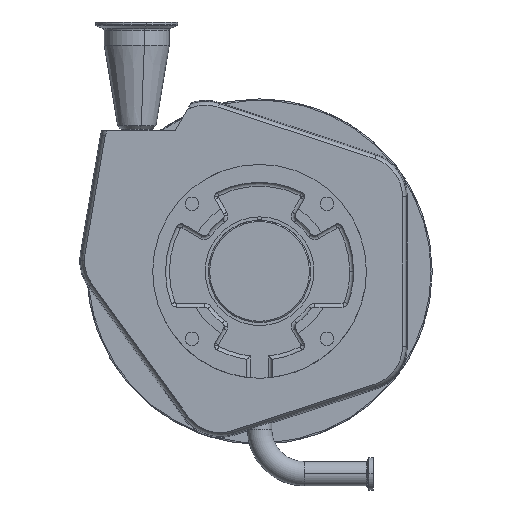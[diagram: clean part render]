
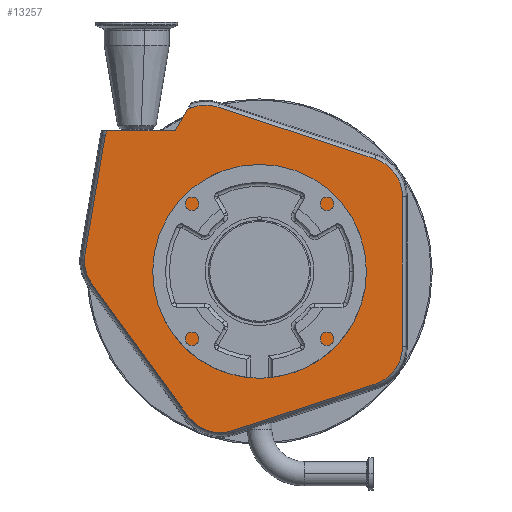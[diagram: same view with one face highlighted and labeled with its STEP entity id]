
A CAD part, top view. The second image highlights one B-rep face of the part: STEP entity #13257.
In plain terms, the highlighted planar face has unit normal (0, 0, 1).
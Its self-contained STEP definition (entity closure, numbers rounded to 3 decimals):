
#185 = AXIS2_PLACEMENT_3D ( 'NONE', #11439, #6569, #836 ) ;
#321 = CARTESIAN_POINT ( 'NONE',  ( -55.966, -112.948, -141.5 ) ) ;
#378 = CARTESIAN_POINT ( 'NONE',  ( 111.666, -58.485, -141.5 ) ) ;
#516 = EDGE_CURVE ( 'NONE', #2631, #12642, #1148, .T. ) ;
#749 = DIRECTION ( 'NONE',  ( -0.951, -0.309, 0. ) ) ;
#836 = DIRECTION ( 'NONE',  ( 1., 0., 0. ) ) ;
#871 = CARTESIAN_POINT ( 'NONE',  ( 0., 110., -141.5 ) ) ;
#875 = CARTESIAN_POINT ( 'NONE',  ( -118.603, 110., -141.5 ) ) ;
#1148 = LINE ( 'NONE', #10479, #10911 ) ;
#1200 = CARTESIAN_POINT ( 'NONE',  ( -130.877, -9.817, -141.5 ) ) ;
#1289 = DIRECTION ( 'NONE',  ( 0., 0., 1. ) ) ;
#1344 = ORIENTED_EDGE ( 'NONE', *, *, #4518, .F. ) ;
#1753 = VERTEX_POINT ( 'NONE', #4502 ) ;
#1941 = CIRCLE ( 'NONE', #12004, 55. ) ;
#2133 = CARTESIAN_POINT ( 'NONE',  ( 90.246, 88.09, -141.5 ) ) ;
#2211 = FACE_OUTER_BOUND ( 'NONE', #5232, .T. ) ;
#2241 = EDGE_CURVE ( 'NONE', #10930, #6990, #10946, .T. ) ;
#2394 = CIRCLE ( 'NONE', #6979, 31.169 ) ;
#2495 = EDGE_CURVE ( 'NONE', #4311, #9521, #3750, .T. ) ;
#2504 = DIRECTION ( 'NONE',  ( 0., 0., -1. ) ) ;
#2506 = CARTESIAN_POINT ( 'NONE',  ( -42.176, 98.881, -141.5 ) ) ;
#2631 = VERTEX_POINT ( 'NONE', #321 ) ;
#2767 = LINE ( 'NONE', #7156, #13713 ) ;
#2833 = ORIENTED_EDGE ( 'NONE', *, *, #6383, .T. ) ;
#2921 = VERTEX_POINT ( 'NONE', #2133 ) ;
#2968 = EDGE_CURVE ( 'NONE', #9203, #14761, #7176, .T. ) ;
#3328 = DIRECTION ( 'NONE',  ( -0.588, 0.809, 0. ) ) ;
#3619 = CARTESIAN_POINT ( 'NONE',  ( -136.384, 13.741, -141.5 ) ) ;
#3750 = CIRCLE ( 'NONE', #8789, 7.141 ) ;
#3756 = VECTOR ( 'NONE', #12143, 1000. ) ;
#3775 = DIRECTION ( 'NONE',  ( 1., 0., 0. ) ) ;
#3784 = CIRCLE ( 'NONE', #10759, 31.169 ) ;
#4311 = VERTEX_POINT ( 'NONE', #4973 ) ;
#4472 = EDGE_LOOP ( 'NONE', ( #12827, #5325 ) ) ;
#4502 = CARTESIAN_POINT ( 'NONE',  ( -56.311, 126.782, -141.5 ) ) ;
#4506 = ORIENTED_EDGE ( 'NONE', *, *, #2495, .F. ) ;
#4518 = EDGE_CURVE ( 'NONE', #14761, #10472, #14362, .T. ) ;
#4524 = CARTESIAN_POINT ( 'NONE',  ( 0., 0., -141.5 ) ) ;
#4670 = DIRECTION ( 'NONE',  ( 0., 0., 1. ) ) ;
#4797 = CARTESIAN_POINT ( 'NONE',  ( 111.666, 58.485, -141.5 ) ) ;
#4973 = CARTESIAN_POINT ( 'NONE',  ( -120.629, 106.114, -141.5 ) ) ;
#5232 = EDGE_LOOP ( 'NONE', ( #13823, #7671, #2833, #4506, #6191, #10219, #12326, #9916, #8278, #1344, #11302, #9890, #7415, #6815, #8033 ) ) ;
#5284 = CARTESIAN_POINT ( 'NONE',  ( -105.659, 8.501, -141.5 ) ) ;
#5301 = DIRECTION ( 'NONE',  ( 0., 0., -1. ) ) ;
#5325 = ORIENTED_EDGE ( 'NONE', *, *, #2241, .F. ) ;
#5382 = CARTESIAN_POINT ( 'NONE',  ( -113.59, 104.914, -141.5 ) ) ;
#5432 = DIRECTION ( 'NONE',  ( 1., 0., 0. ) ) ;
#5475 = AXIS2_PLACEMENT_3D ( 'NONE', #11810, #1289, #11877 ) ;
#5759 = CARTESIAN_POINT ( 'NONE',  ( -55., 0., -141.5 ) ) ;
#5821 = DIRECTION ( 'NONE',  ( 1., 0., 0. ) ) ;
#5833 = DIRECTION ( 'NONE',  ( 0., -1., 0. ) ) ;
#5946 = DIRECTION ( 'NONE',  ( 1., 0., 0. ) ) ;
#5988 = VECTOR ( 'NONE', #5833, 1000. ) ;
#5993 = VECTOR ( 'NONE', #6554, 1000. ) ;
#6191 = ORIENTED_EDGE ( 'NONE', *, *, #11306, .F. ) ;
#6290 = DIRECTION ( 'NONE',  ( 0., 0., -1. ) ) ;
#6319 = CARTESIAN_POINT ( 'NONE',  ( 55., 0., -141.5 ) ) ;
#6383 = EDGE_CURVE ( 'NONE', #14106, #9521, #12299, .T. ) ;
#6433 = CARTESIAN_POINT ( 'NONE',  ( -54.056, 127.697, -141.5 ) ) ;
#6554 = DIRECTION ( 'NONE',  ( 0.95, -0.313, 0. ) ) ;
#6569 = DIRECTION ( 'NONE',  ( 0., 0., -1. ) ) ;
#6705 = CARTESIAN_POINT ( 'NONE',  ( 35.373, 106.16, -141.5 ) ) ;
#6815 = ORIENTED_EDGE ( 'NONE', *, *, #13538, .F. ) ;
#6864 = DIRECTION ( 'NONE',  ( 0., 0., -1. ) ) ;
#6979 = AXIS2_PLACEMENT_3D ( 'NONE', #11425, #6864, #5946 ) ;
#6990 = VERTEX_POINT ( 'NONE', #6319 ) ;
#7040 = CARTESIAN_POINT ( 'NONE',  ( 80.497, 58.485, -141.5 ) ) ;
#7105 = FACE_BOUND ( 'NONE', #4472, .T. ) ;
#7107 = DIRECTION ( 'NONE',  ( 0., 0., -1. ) ) ;
#7156 = CARTESIAN_POINT ( 'NONE',  ( -21.354, 187.329, -141.5 ) ) ;
#7176 = CIRCLE ( 'NONE', #185, 31.169 ) ;
#7415 = ORIENTED_EDGE ( 'NONE', *, *, #13381, .F. ) ;
#7526 = CARTESIAN_POINT ( 'NONE',  ( 111.666, -94.63, -141.5 ) ) ;
#7671 = ORIENTED_EDGE ( 'NONE', *, *, #8250, .T. ) ;
#7688 = DIRECTION ( 'NONE',  ( 0., 0., -1. ) ) ;
#7851 = CARTESIAN_POINT ( 'NONE',  ( -136.828, 8.501, -141.5 ) ) ;
#8033 = ORIENTED_EDGE ( 'NONE', *, *, #12434, .F. ) ;
#8179 = CARTESIAN_POINT ( 'NONE',  ( 0., 0., -141.5 ) ) ;
#8191 = VERTEX_POINT ( 'NONE', #4797 ) ;
#8250 = EDGE_CURVE ( 'NONE', #1753, #14106, #2767, .T. ) ;
#8278 = ORIENTED_EDGE ( 'NONE', *, *, #12060, .F. ) ;
#8375 = VERTEX_POINT ( 'NONE', #3619 ) ;
#8401 = AXIS2_PLACEMENT_3D ( 'NONE', #7040, #2504, #10549 ) ;
#8789 = AXIS2_PLACEMENT_3D ( 'NONE', #5382, #6290, #10865 ) ;
#8805 = VECTOR ( 'NONE', #749, 1000. ) ;
#8993 = VERTEX_POINT ( 'NONE', #7851 ) ;
#9066 = CIRCLE ( 'NONE', #10048, 31.169 ) ;
#9154 = CIRCLE ( 'NONE', #13960, 31.169 ) ;
#9203 = VERTEX_POINT ( 'NONE', #378 ) ;
#9521 = VERTEX_POINT ( 'NONE', #875 ) ;
#9738 = VERTEX_POINT ( 'NONE', #6433 ) ;
#9872 = EDGE_CURVE ( 'NONE', #8191, #9203, #10643, .T. ) ;
#9890 = ORIENTED_EDGE ( 'NONE', *, *, #9872, .F. ) ;
#9916 = ORIENTED_EDGE ( 'NONE', *, *, #516, .F. ) ;
#9996 = AXIS2_PLACEMENT_3D ( 'NONE', #8179, #12529, #11246 ) ;
#10048 = AXIS2_PLACEMENT_3D ( 'NONE', #13390, #5301, #13252 ) ;
#10082 = LINE ( 'NONE', #6705, #5993 ) ;
#10219 = ORIENTED_EDGE ( 'NONE', *, *, #13718, .F. ) ;
#10246 = DIRECTION ( 'NONE',  ( 0., 0., 1. ) ) ;
#10322 = DIRECTION ( 'NONE',  ( 1., 0., 0. ) ) ;
#10469 = CARTESIAN_POINT ( 'NONE',  ( 0., 175., -141.5 ) ) ;
#10472 = VERTEX_POINT ( 'NONE', #11103 ) ;
#10479 = CARTESIAN_POINT ( 'NONE',  ( -55.966, -112.948, -141.5 ) ) ;
#10514 = DIRECTION ( 'NONE',  ( -0.5, -0.866, 0. ) ) ;
#10549 = DIRECTION ( 'NONE',  ( 1., 0., 0. ) ) ;
#10643 = LINE ( 'NONE', #7526, #5988 ) ;
#10759 = AXIS2_PLACEMENT_3D ( 'NONE', #2506, #7107, #3775 ) ;
#10790 = CIRCLE ( 'NONE', #8401, 31.169 ) ;
#10865 = DIRECTION ( 'NONE',  ( 1., 0., 0. ) ) ;
#10904 = CARTESIAN_POINT ( 'NONE',  ( -21.115, -124.274, -141.5 ) ) ;
#10911 = VECTOR ( 'NONE', #3328, 1000. ) ;
#10930 = VERTEX_POINT ( 'NONE', #5759 ) ;
#10946 = CIRCLE ( 'NONE', #9996, 55. ) ;
#11103 = CARTESIAN_POINT ( 'NONE',  ( -21.115, -124.274, -141.5 ) ) ;
#11220 = EDGE_CURVE ( 'NONE', #6990, #10930, #1941, .T. ) ;
#11246 = DIRECTION ( 'NONE',  ( 1., 0., 0. ) ) ;
#11302 = ORIENTED_EDGE ( 'NONE', *, *, #2968, .F. ) ;
#11306 = EDGE_CURVE ( 'NONE', #8375, #4311, #11440, .T. ) ;
#11396 = CARTESIAN_POINT ( 'NONE',  ( -32.427, 128.486, -141.5 ) ) ;
#11425 = CARTESIAN_POINT ( 'NONE',  ( -105.659, 8.501, -141.5 ) ) ;
#11439 = CARTESIAN_POINT ( 'NONE',  ( 80.497, -58.485, -141.5 ) ) ;
#11440 = LINE ( 'NONE', #13705, #12733 ) ;
#11515 = PLANE ( 'NONE',  #13407 ) ;
#11810 = CARTESIAN_POINT ( 'NONE',  ( -141.268, 339.257, -141.5 ) ) ;
#11877 = DIRECTION ( 'NONE',  ( -1., 0., 0. ) ) ;
#12004 = AXIS2_PLACEMENT_3D ( 'NONE', #4524, #10246, #10322 ) ;
#12060 = EDGE_CURVE ( 'NONE', #10472, #2631, #9066, .T. ) ;
#12143 = DIRECTION ( 'NONE',  ( -1., 0., 0. ) ) ;
#12299 = LINE ( 'NONE', #871, #3756 ) ;
#12325 = CARTESIAN_POINT ( 'NONE',  ( 90.129, -88.128, -141.5 ) ) ;
#12326 = ORIENTED_EDGE ( 'NONE', *, *, #14724, .F. ) ;
#12327 = EDGE_CURVE ( 'NONE', #1753, #9738, #14117, .T. ) ;
#12434 = EDGE_CURVE ( 'NONE', #9738, #14099, #3784, .T. ) ;
#12529 = DIRECTION ( 'NONE',  ( 0., 0., 1. ) ) ;
#12642 = VERTEX_POINT ( 'NONE', #1200 ) ;
#12733 = VECTOR ( 'NONE', #13775, 1000. ) ;
#12827 = ORIENTED_EDGE ( 'NONE', *, *, #11220, .F. ) ;
#13252 = DIRECTION ( 'NONE',  ( 1., 0., 0. ) ) ;
#13257 = ADVANCED_FACE ( 'NONE', ( #7105, #2211 ), #11515, .T. ) ;
#13381 = EDGE_CURVE ( 'NONE', #2921, #8191, #10790, .T. ) ;
#13390 = CARTESIAN_POINT ( 'NONE',  ( -30.747, -94.63, -141.5 ) ) ;
#13407 = AXIS2_PLACEMENT_3D ( 'NONE', #10469, #4670, #5821 ) ;
#13538 = EDGE_CURVE ( 'NONE', #14099, #2921, #10082, .T. ) ;
#13705 = CARTESIAN_POINT ( 'NONE',  ( -151.359, -74.059, -141.5 ) ) ;
#13713 = VECTOR ( 'NONE', #10514, 1000. ) ;
#13718 = EDGE_CURVE ( 'NONE', #8993, #8375, #2394, .T. ) ;
#13775 = DIRECTION ( 'NONE',  ( 0.168, 0.986, 0. ) ) ;
#13823 = ORIENTED_EDGE ( 'NONE', *, *, #12327, .F. ) ;
#13960 = AXIS2_PLACEMENT_3D ( 'NONE', #5284, #7688, #5432 ) ;
#14099 = VERTEX_POINT ( 'NONE', #11396 ) ;
#14106 = VERTEX_POINT ( 'NONE', #14710 ) ;
#14117 = CIRCLE ( 'NONE', #5475, 228.831 ) ;
#14362 = LINE ( 'NONE', #10904, #8805 ) ;
#14710 = CARTESIAN_POINT ( 'NONE',  ( -66., 110., -141.5 ) ) ;
#14724 = EDGE_CURVE ( 'NONE', #12642, #8993, #9154, .T. ) ;
#14761 = VERTEX_POINT ( 'NONE', #12325 ) ;
